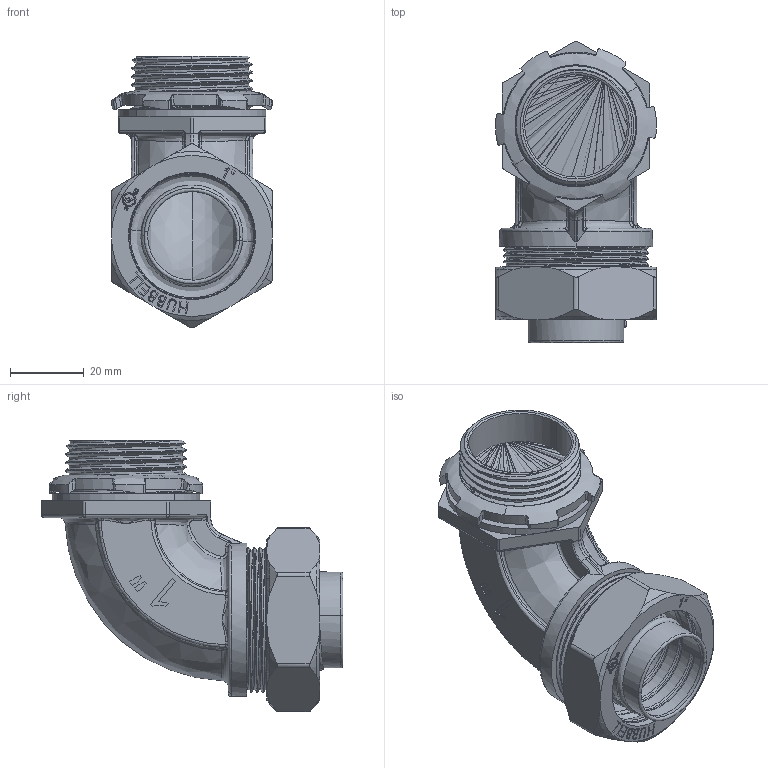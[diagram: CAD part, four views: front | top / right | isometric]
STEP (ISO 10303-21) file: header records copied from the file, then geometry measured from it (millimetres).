
FILE_DESCRIPTION (( 'STEP AP214' ), '1' );
FILE_NAME ('3424-8.STEP', '2016-02-24T16:02:30', ( '' ), ( '' ), 'SwSTEP 2.0', 'SolidWorks 2014', '' );
FILE_SCHEMA (( 'AUTOMOTIVE_DESIGN' ));
Length unit declared in the file: inch
Products named in the file (7): 3404 LOCK NUT; 3404 SEAL_1; 3404 COMPRESSION NUT HEX_1; 3404 GLAND RING_1; 3404 FERRULE_installed; 3424 90DEG BODY; 3424-8
Assembly tree (6 placements, depth 2):
  3424-8
    3424 90DEG BODY
    3404 FERRULE_installed
    3404 GLAND RING_1
    3404 COMPRESSION NUT HEX_1
    3404 SEAL_1
    3404 LOCK NUT
Bounding box: 43.6 x 81.7 x 73.65 mm (x, y, z)
Volume: 34662.6 mm3; surface area: 38730.7 mm2
Topology: 6 solids, 6 shells, 609 faces, 1655 edges, 1071 vertices
Faces by surface type: plane 212, bspline 205, cylinder 133, cone 59
Entity records: 49176 total; most frequent: CARTESIAN_POINT 27920, ORIENTED_EDGE 3284, DIRECTION 1892, EDGE_CURVE 1642, VERTEX_POINT 1071, B_SPLINE_CURVE_WITH_KNOTS 697, EDGE_LOOP 645, AXIS2_PLACEMENT_3D 640
